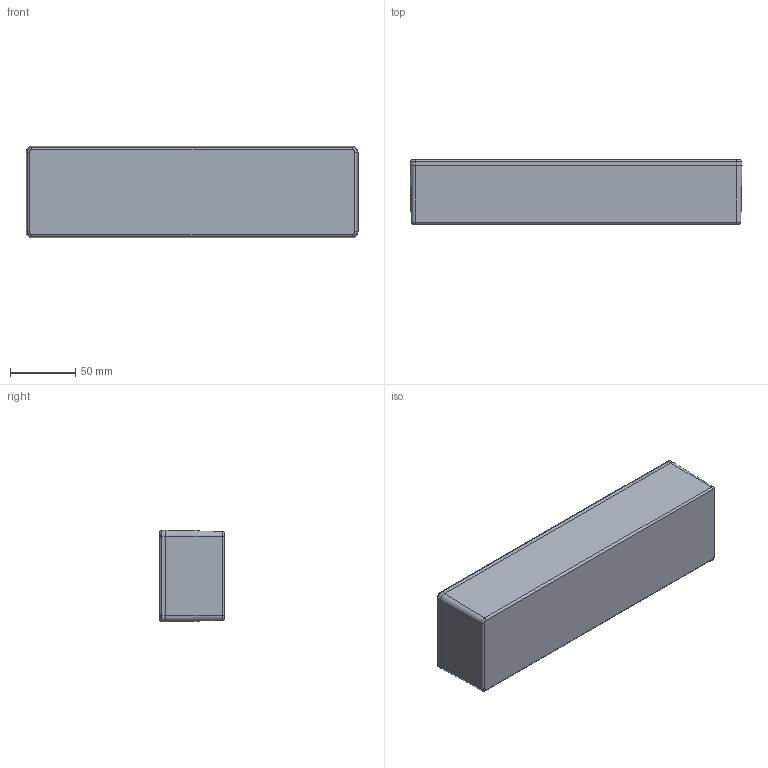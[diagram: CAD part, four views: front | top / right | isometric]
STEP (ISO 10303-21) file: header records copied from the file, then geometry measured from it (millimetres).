
FILE_DESCRIPTION(/* description */ (''),/* implementation_level */ '2;1');
FILE_NAME(/* name */ '1590BX.stp',/* time_stamp */ '2016-03-15T09:50:08-04:00',/* author */ ('mbeerman'),/* organization */ (''),/* preprocessor_version */ 'ST-DEVELOPER v16.1',/* originating_system */ 'Autodesk Inventor 2016',/* authorisation */ '');
FILE_SCHEMA (('AUTOMOTIVE_DESIGN { 1 0 10303 214 3 1 1 }'));
Products named in the file (4): 1590BX BOX; 1590BX LID; #15368; 1590BX
Assembly tree (2 placements, depth 2):
  #15368
  1590BX
    1590BX BOX
    1590BX LID
Bounding box: 254 x 49.5 x 70 mm (x, y, z)
Volume: 160156.5 mm3; surface area: 132862.6 mm2
Topology: 8 solids, 8 shells, 615 faces, 1589 edges, 1020 vertices
Faces by surface type: plane 313, cylinder 116, bspline 82, cone 72, torus 20, sphere 12
Full cylindrical faces by diameter (mm): 2.642 x6, 3.378 x6, 4 x12, 6.858 x6, 7 x2
Entity records: 15370 total; most frequent: CARTESIAN_POINT 4025, ORIENTED_EDGE 2382, DIRECTION 2167, EDGE_CURVE 1191, VERTEX_POINT 776, AXIS2_PLACEMENT_3D 723, LINE 721, VECTOR 721
